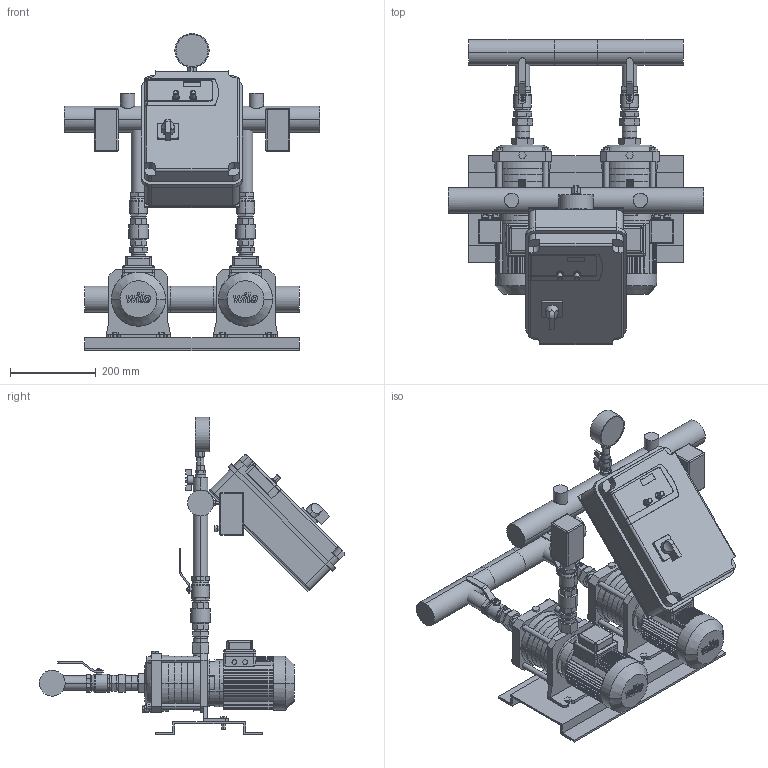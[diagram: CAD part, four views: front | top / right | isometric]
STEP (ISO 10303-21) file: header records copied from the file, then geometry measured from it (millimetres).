
FILE_DESCRIPTION((''),'2;1');
FILE_NAME('3d_COE-2MHIL304-DM_BC-4164939.stp','2013-06-13T12:45:58',(''),(''),'Mechanical Desktop 2009','Mechanical Desktop 2009',', , ');
FILE_SCHEMA(('CONFIG_CONTROL_DESIGN'));
Length unit declared in the file: millimetre
Products named in the file (1): Product
Bounding box: 595 x 712.26 x 740 mm (x, y, z)
Volume: 25018569.1 mm3; surface area: 2236306 mm2
Topology: 68 solids, 68 shells, 1928 faces, 4858 edges, 3141 vertices
Faces by surface type: plane 1065, cylinder 508, bspline 265, cone 38, sphere 28, torus 24
Full cylindrical faces by diameter (mm): 80 x1
Entity records: 59899 total; most frequent: CARTESIAN_POINT 13655, ORIENTED_EDGE 9686, DIRECTION 9397, EDGE_CURVE 4843, VECTOR 3145, LINE 3145, VERTEX_POINT 3141, AXIS2_PLACEMENT_3D 3126
